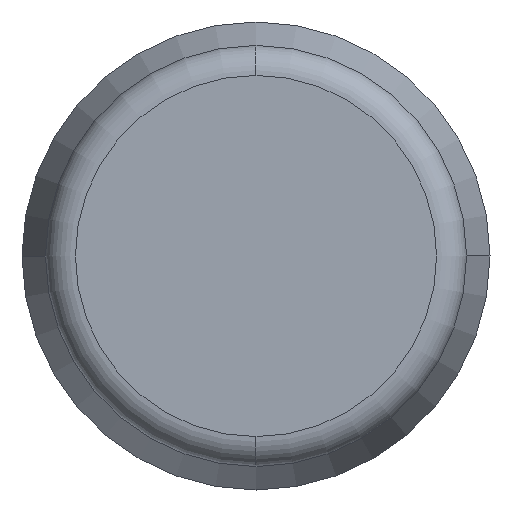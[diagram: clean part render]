
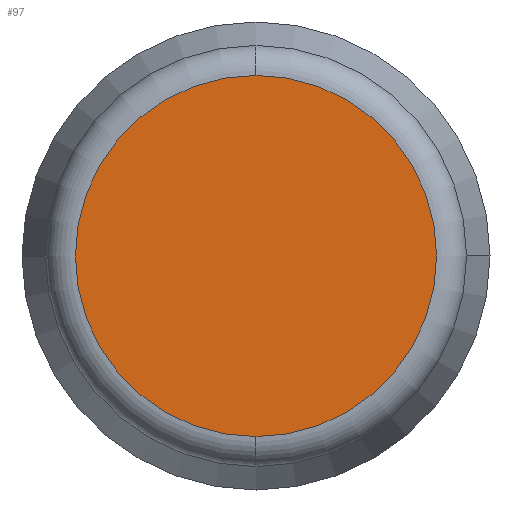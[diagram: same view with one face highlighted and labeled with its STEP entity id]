
A CAD part, front view. The second image highlights one B-rep face of the part: STEP entity #97.
In plain terms, the highlighted planar face has unit normal (0, -1, 0).
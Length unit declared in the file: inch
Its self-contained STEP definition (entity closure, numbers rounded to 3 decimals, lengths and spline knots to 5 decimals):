
#48 = VERTEX_POINT ( 'NONE', #320 ) ;
#50 = CARTESIAN_POINT ( 'NONE',  ( 0., 0., -0.1206 ) ) ;
#56 = DIRECTION ( 'NONE',  ( 0., -1., 0. ) ) ;
#60 = CARTESIAN_POINT ( 'NONE',  ( 0., 0., 0. ) ) ;
#62 = AXIS2_PLACEMENT_3D ( 'NONE', #323, #56, #194 ) ;
#87 = CARTESIAN_POINT ( 'NONE',  ( 0., 0., 0. ) ) ;
#92 = DIRECTION ( 'NONE',  ( 0., -1., 0. ) ) ;
#97 = ADVANCED_FACE ( 'NONE', ( #335 ), #326, .T. ) ;
#110 = ORIENTED_EDGE ( 'NONE', *, *, #191, .T. ) ;
#134 = ORIENTED_EDGE ( 'NONE', *, *, #290, .T. ) ;
#139 = AXIS2_PLACEMENT_3D ( 'NONE', #87, #157, #276 ) ;
#157 = DIRECTION ( 'NONE',  ( 0., -1., 0. ) ) ;
#180 = VERTEX_POINT ( 'NONE', #50 ) ;
#191 = EDGE_CURVE ( 'NONE', #180, #48, #328, .T. ) ;
#194 = DIRECTION ( 'NONE',  ( 0., 0., -1. ) ) ;
#276 = DIRECTION ( 'NONE',  ( 0., 0., -1. ) ) ;
#290 = EDGE_CURVE ( 'NONE', #48, #180, #305, .T. ) ;
#305 = CIRCLE ( 'NONE', #139, 0.1206 ) ;
#320 = CARTESIAN_POINT ( 'NONE',  ( 0., 0., 0.1206 ) ) ;
#323 = CARTESIAN_POINT ( 'NONE',  ( 0., 0., 0. ) ) ;
#326 = PLANE ( 'NONE',  #353 ) ;
#328 = CIRCLE ( 'NONE', #62, 0.1206 ) ;
#331 = DIRECTION ( 'NONE',  ( 0., 0., -1. ) ) ;
#335 = FACE_OUTER_BOUND ( 'NONE', #345, .T. ) ;
#345 = EDGE_LOOP ( 'NONE', ( #110, #134 ) ) ;
#353 = AXIS2_PLACEMENT_3D ( 'NONE', #60, #92, #331 ) ;
